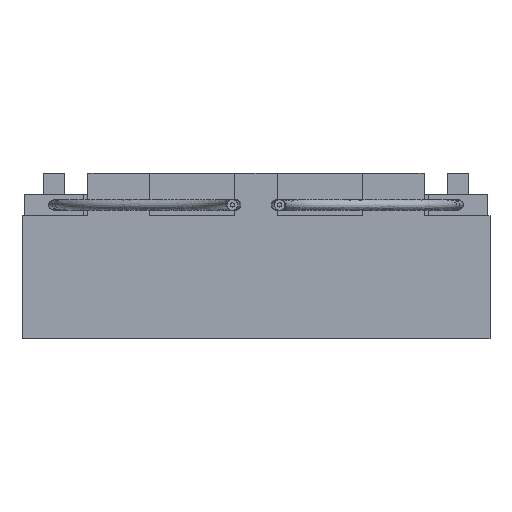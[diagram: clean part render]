
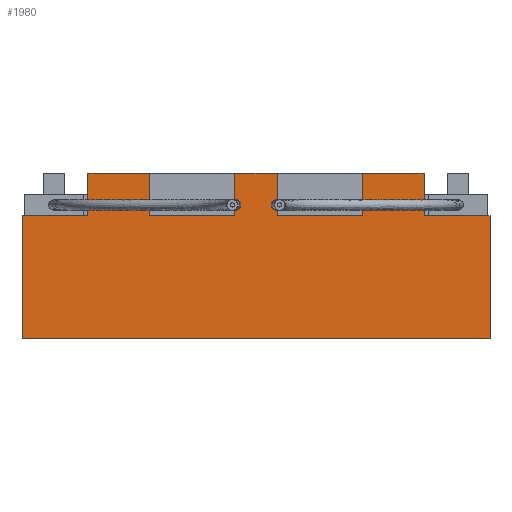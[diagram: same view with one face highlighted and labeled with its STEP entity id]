
A CAD part, front view. The second image highlights one B-rep face of the part: STEP entity #1980.
In plain terms, the highlighted planar face has unit normal (0, -1, 0).
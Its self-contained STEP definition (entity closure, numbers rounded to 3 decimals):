
#151=PLANE('',#2108);
#216=VECTOR('',#2226,1.);
#291=VECTOR('',#2371,1.);
#300=VECTOR('',#2384,1.);
#308=VECTOR('',#2394,1.);
#310=VECTOR('',#2397,1.);
#311=VECTOR('',#2398,1.);
#312=VECTOR('',#2399,1.);
#313=VECTOR('',#2400,1.);
#314=VECTOR('',#2401,1.);
#315=VECTOR('',#2402,1.);
#316=VECTOR('',#2403,1.);
#317=VECTOR('',#2404,1.);
#318=VECTOR('',#2405,1.);
#319=VECTOR('',#2406,1.);
#442=LINE('',#2658,#216);
#515=LINE('',#3072,#291);
#524=LINE('',#3091,#300);
#532=LINE('',#3104,#308);
#534=LINE('',#3108,#310);
#535=LINE('',#3110,#311);
#536=LINE('',#3112,#312);
#537=LINE('',#3114,#313);
#538=LINE('',#3117,#314);
#539=LINE('',#3119,#315);
#540=LINE('',#3121,#316);
#541=LINE('',#3124,#317);
#542=LINE('',#3125,#318);
#543=LINE('',#3126,#319);
#666=VERTEX_POINT('',#2659);
#667=VERTEX_POINT('',#2660);
#738=VERTEX_POINT('',#3071);
#739=VERTEX_POINT('',#3073);
#744=VERTEX_POINT('',#3090);
#745=VERTEX_POINT('',#3092);
#748=VERTEX_POINT('',#3105);
#749=VERTEX_POINT('',#3109);
#750=VERTEX_POINT('',#3111);
#751=VERTEX_POINT('',#3113);
#752=VERTEX_POINT('',#3115);
#753=VERTEX_POINT('',#3116);
#754=VERTEX_POINT('',#3118);
#755=VERTEX_POINT('',#3120);
#756=VERTEX_POINT('',#3122);
#757=VERTEX_POINT('',#3123);
#892=EDGE_CURVE('',#666,#667,#442,.T.);
#989=EDGE_CURVE('',#739,#738,#515,.T.);
#998=EDGE_CURVE('',#745,#744,#524,.T.);
#1006=EDGE_CURVE('',#744,#748,#532,.T.);
#1008=EDGE_CURVE('',#748,#749,#534,.T.);
#1009=EDGE_CURVE('',#749,#750,#535,.T.);
#1010=EDGE_CURVE('',#750,#751,#536,.T.);
#1011=EDGE_CURVE('',#751,#752,#537,.T.);
#1012=EDGE_CURVE('',#752,#753,#534,.T.);
#1013=EDGE_CURVE('',#753,#754,#538,.T.);
#1014=EDGE_CURVE('',#754,#755,#539,.T.);
#1015=EDGE_CURVE('',#755,#756,#540,.T.);
#1016=EDGE_CURVE('',#756,#757,#534,.T.);
#1017=EDGE_CURVE('',#757,#739,#541,.T.);
#1018=EDGE_CURVE('',#738,#666,#542,.T.);
#1019=EDGE_CURVE('',#667,#745,#543,.T.);
#1380=ORIENTED_EDGE('',*,*,#998,.T.);
#1381=ORIENTED_EDGE('',*,*,#1006,.T.);
#1382=ORIENTED_EDGE('',*,*,#1008,.T.);
#1383=ORIENTED_EDGE('',*,*,#1009,.T.);
#1384=ORIENTED_EDGE('',*,*,#1010,.T.);
#1385=ORIENTED_EDGE('',*,*,#1011,.T.);
#1386=ORIENTED_EDGE('',*,*,#1012,.T.);
#1387=ORIENTED_EDGE('',*,*,#1013,.T.);
#1388=ORIENTED_EDGE('',*,*,#1014,.T.);
#1389=ORIENTED_EDGE('',*,*,#1015,.T.);
#1390=ORIENTED_EDGE('',*,*,#1016,.T.);
#1391=ORIENTED_EDGE('',*,*,#1017,.T.);
#1392=ORIENTED_EDGE('',*,*,#989,.T.);
#1393=ORIENTED_EDGE('',*,*,#1018,.T.);
#1394=ORIENTED_EDGE('',*,*,#892,.T.);
#1395=ORIENTED_EDGE('',*,*,#1019,.T.);
#1753=EDGE_LOOP('',(#1380,#1381,#1382,#1383,#1384,#1385,#1386,#1387,#1388,
#1389,#1390,#1391,#1392,#1393,#1394,#1395));
#1871=FACE_BOUND('',#1753,.T.);
#1980=ADVANCED_FACE('',(#1871),#151,.T.);
#2108=AXIS2_PLACEMENT_3D('',#3107,#2396,$);
#2226=DIRECTION('',(1.,0.,0.));
#2371=DIRECTION('',(-1.,0.,0.));
#2384=DIRECTION('',(-1.,0.,0.));
#2394=DIRECTION('',(0.,0.,1.));
#2396=DIRECTION('',(0.,-1.,0.));
#2397=DIRECTION('',(-1.,0.,0.));
#2398=DIRECTION('',(0.,0.,-1.));
#2399=DIRECTION('',(-1.,0.,0.));
#2400=DIRECTION('',(0.,0.,1.));
#2401=DIRECTION('',(0.,0.,-1.));
#2402=DIRECTION('',(-1.,0.,0.));
#2403=DIRECTION('',(0.,0.,1.));
#2404=DIRECTION('',(0.,0.,-1.));
#2405=DIRECTION('',(0.,0.,-1.));
#2406=DIRECTION('',(0.,0.,1.));
#2658=CARTESIAN_POINT('',(11.,1.324,-0.4));
#2659=CARTESIAN_POINT('',(0.,1.324,-0.4));
#2660=CARTESIAN_POINT('',(11.,1.324,-0.4));
#3071=CARTESIAN_POINT('',(0.,1.324,2.5));
#3072=CARTESIAN_POINT('',(3.094,1.324,2.5));
#3073=CARTESIAN_POINT('',(1.55,1.324,2.5));
#3090=CARTESIAN_POINT('',(9.45,1.324,2.5));
#3091=CARTESIAN_POINT('',(7.906,1.324,2.5));
#3092=CARTESIAN_POINT('',(11.,1.324,2.5));
#3104=CARTESIAN_POINT('',(9.45,1.324,1.75));
#3105=CARTESIAN_POINT('',(9.45,1.324,3.5));
#3107=CARTESIAN_POINT('',(5.5,1.324,0.));
#3108=CARTESIAN_POINT('',(11.,1.324,3.5));
#3109=CARTESIAN_POINT('',(8.,1.324,3.5));
#3110=CARTESIAN_POINT('',(8.,1.324,1.75));
#3111=CARTESIAN_POINT('',(8.,1.324,2.5));
#3112=CARTESIAN_POINT('',(6.25,1.324,2.5));
#3113=CARTESIAN_POINT('',(6.,1.324,2.5));
#3114=CARTESIAN_POINT('',(6.,1.324,1.75));
#3115=CARTESIAN_POINT('',(6.,1.324,3.5));
#3116=CARTESIAN_POINT('',(5.,1.324,3.5));
#3117=CARTESIAN_POINT('',(5.,1.324,1.75));
#3118=CARTESIAN_POINT('',(5.,1.324,2.5));
#3119=CARTESIAN_POINT('',(4.75,1.324,2.5));
#3120=CARTESIAN_POINT('',(3.,1.324,2.5));
#3121=CARTESIAN_POINT('',(3.,1.324,1.75));
#3122=CARTESIAN_POINT('',(3.,1.324,3.5));
#3123=CARTESIAN_POINT('',(1.55,1.324,3.5));
#3124=CARTESIAN_POINT('',(1.55,1.324,1.75));
#3125=CARTESIAN_POINT('',(0.,1.324,0.));
#3126=CARTESIAN_POINT('',(11.,1.324,0.));
